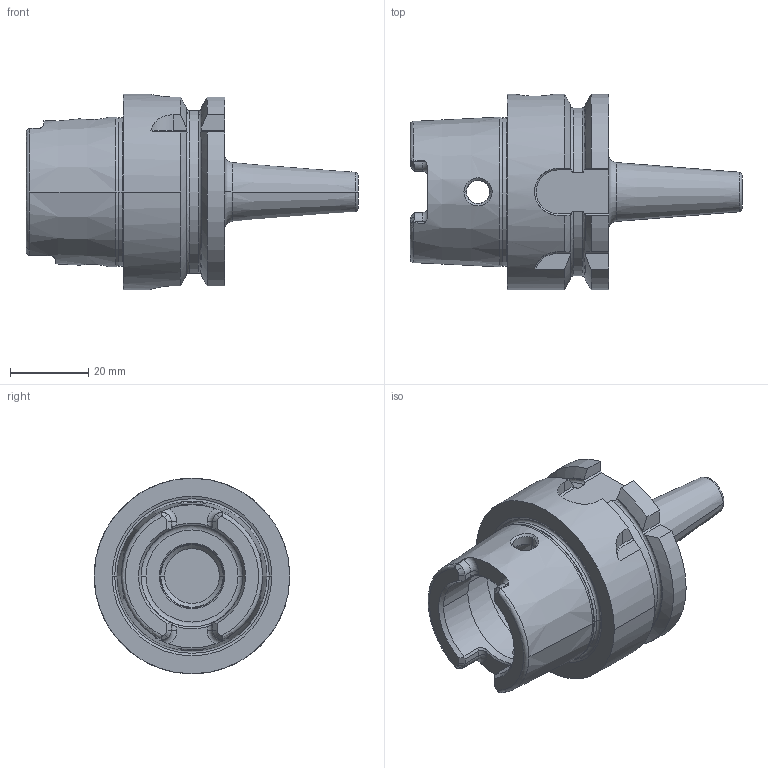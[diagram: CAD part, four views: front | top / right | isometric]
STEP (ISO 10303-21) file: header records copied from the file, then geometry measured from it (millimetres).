
FILE_DESCRIPTION((''),'2;1');
FILE_NAME('A50-140-03','2011-08-31T',('mei'),(''),'PRO/ENGINEER BY PARAMETRIC TECHNOLOGY CORPORATION, 2010430','PRO/ENGINEER BY PARAMETRIC TECHNOLOGY CORPORATION, 2010430','');
FILE_SCHEMA(('CONFIG_CONTROL_DESIGN'));
Length unit declared in the file: millimetre
Products named in the file (1): A50-140-03
Bounding box: 84.9 x 50 x 50 mm (x, y, z)
Volume: 53199.6 mm3; surface area: 16607.1 mm2
Topology: 1 solids, 2 shells, 182 faces, 461 edges, 283 vertices
Faces by surface type: plane 63, cylinder 47, cone 32, torus 30, bspline 8, extrusion 2
Entity records: 6663 total; most frequent: CARTESIAN_POINT 2353, ORIENTED_EDGE 918, DIRECTION 864, EDGE_CURVE 461, AXIS2_PLACEMENT_3D 335, VERTEX_POINT 283, VECTOR 194, LINE 192
